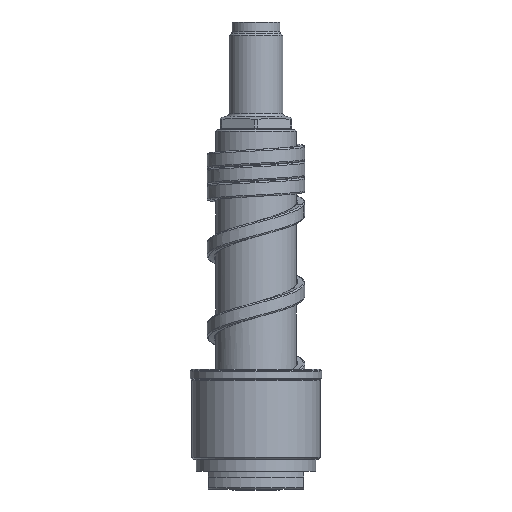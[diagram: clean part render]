
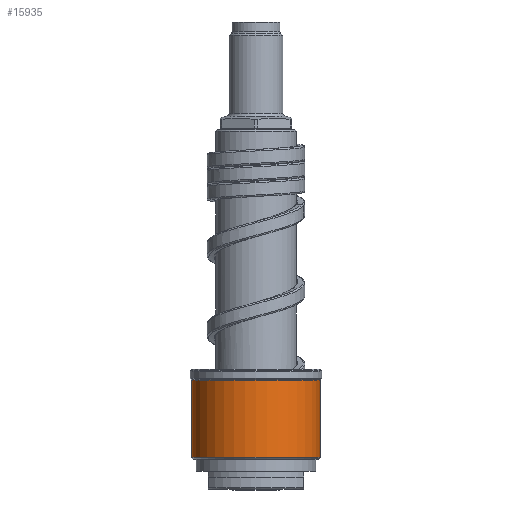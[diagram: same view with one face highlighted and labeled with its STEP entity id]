
A CAD part, front view. The second image highlights one B-rep face of the part: STEP entity #15935.
In plain terms, the highlighted cylindrical face has radius 21.5 mm (diameter 43 mm), a partial arc.
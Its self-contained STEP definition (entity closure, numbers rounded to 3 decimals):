
#6084=CARTESIAN_POINT('',(0.,0.,10.583));
#6085=DIRECTION('',(0.,0.,1.));
#6086=DIRECTION('',(-1.,0.,0.));
#6087=AXIS2_PLACEMENT_3D('',#6084,#6085,#6086);
#6089=DIRECTION('',(0.,0.,-1.));
#6090=VECTOR('',#6089,25.834);
#6091=CARTESIAN_POINT('',(-21.5,0.,36.417));
#6092=LINE('',#6091,#6090);
#6093=CARTESIAN_POINT('',(0.,0.,36.417));
#6094=DIRECTION('',(0.,0.,1.));
#6095=DIRECTION('',(-1.,0.,0.));
#6096=AXIS2_PLACEMENT_3D('',#6093,#6094,#6095);
#6098=DIRECTION('',(0.,0.,-1.));
#6099=VECTOR('',#6098,25.834);
#6100=CARTESIAN_POINT('',(21.5,0.,36.417));
#6101=LINE('',#6100,#6099);
#6438=CARTESIAN_POINT('',(21.5,0.,36.417));
#6439=CARTESIAN_POINT('',(-21.5,0.,36.417));
#6440=VERTEX_POINT('',#6438);
#6441=VERTEX_POINT('',#6439);
#6464=CARTESIAN_POINT('',(21.5,0.,10.583));
#6465=VERTEX_POINT('',#6464);
#6466=CARTESIAN_POINT('',(-21.5,0.,10.583));
#6467=VERTEX_POINT('',#6466);
#15923=CARTESIAN_POINT('',(0.,0.,8.5));
#15924=DIRECTION('',(0.,0.,1.));
#15925=DIRECTION('',(-1.,0.,0.));
#15926=AXIS2_PLACEMENT_3D('',#15923,#15924,#15925);
#15927=CYLINDRICAL_SURFACE('',#15926,21.5);
#15928=ORIENTED_EDGE('',*,*,#13928,.F.);
#15929=ORIENTED_EDGE('',*,*,#13909,.F.);
#15931=ORIENTED_EDGE('',*,*,#15930,.T.);
#15932=ORIENTED_EDGE('',*,*,#13905,.T.);
#15933=EDGE_LOOP('',(#15928,#15929,#15931,#15932));
#15934=FACE_OUTER_BOUND('',#15933,.F.);
#6088=CIRCLE('',#6087,21.5);
#6097=CIRCLE('',#6096,21.5);
#13905=EDGE_CURVE('',#6440,#6465,#6101,.T.);
#13909=EDGE_CURVE('',#6441,#6467,#6092,.T.);
#13928=EDGE_CURVE('',#6467,#6465,#6088,.T.);
#15930=EDGE_CURVE('',#6441,#6440,#6097,.T.);
#15935=ADVANCED_FACE('',(#15934),#15927,.T.);
